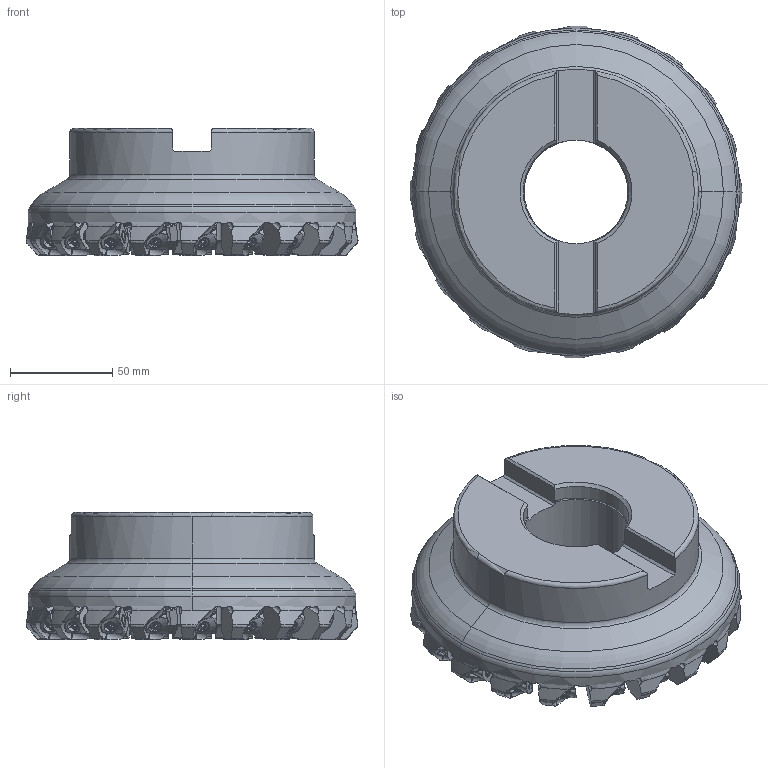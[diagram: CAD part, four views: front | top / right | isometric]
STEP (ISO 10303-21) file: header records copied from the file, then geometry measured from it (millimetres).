
FILE_DESCRIPTION(/* description */ (''),/* implementation_level */ '2;1');
FILE_NAME(/* name */ 'AHX640WR0620F.stp',/* time_stamp */ '2018-01-09T17:38:03+09:00',/* author */ (''),/* organization */ (''),/* preprocessor_version */ 'ST-DEVELOPER v16',/* originating_system */ 'SIEMENS PLM Software NX 10.0',/* authorisation */ '');
FILE_SCHEMA (('AUTOMOTIVE_DESIGN { 1 0 10303 214 3 1 1 1 }'));
Products named in the file (1): AHX640WR0620F_ASM
Bounding box: 162.67 x 162.67 x 62.33 mm (x, y, z)
Volume: 631611.2 mm3; surface area: 113956.1 mm2
Topology: 41 solids, 41 shells, 3132 faces, 8573 edges, 5423 vertices
Faces by surface type: cylinder 1190, plane 778, cone 570, torus 434, sphere 160
Entity records: 120320 total; most frequent: CARTESIAN_POINT 42353, ORIENTED_EDGE 16826, DIRECTION 15884, EDGE_CURVE 8413, AXIS2_PLACEMENT_3D 6590, VERTEX_POINT 5423, EDGE_LOOP 3234, ADVANCED_FACE 3132
